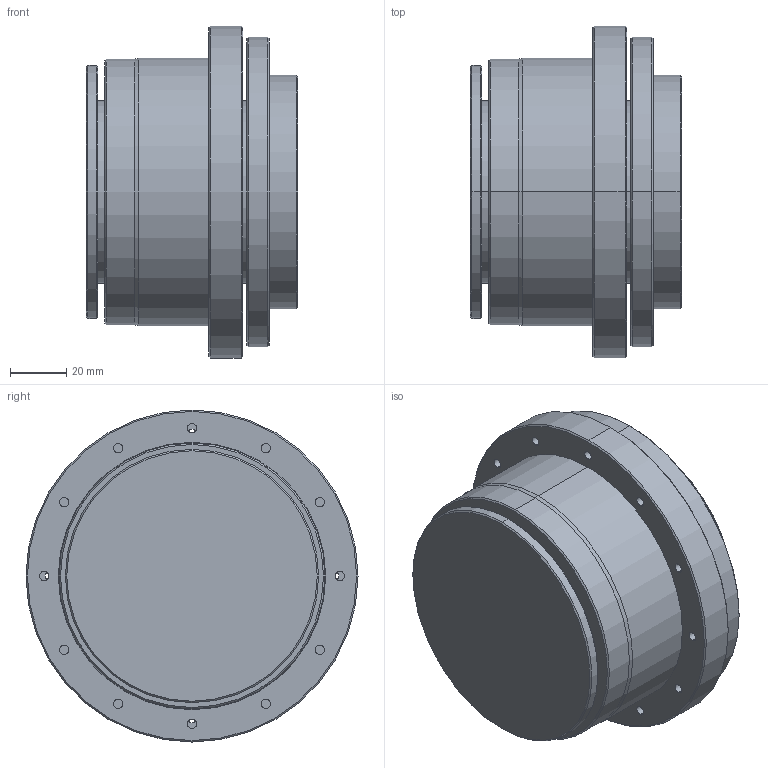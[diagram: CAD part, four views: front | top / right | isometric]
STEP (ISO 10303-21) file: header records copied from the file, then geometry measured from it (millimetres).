
FILE_DESCRIPTION (( 'STEP AP203' ), '1' );
FILE_NAME ('AEQ-095C-L2-14-1Ä£ÐÍ£¨ÐÂ£©.STEP', '2024-01-24T02:22:00', ( '' ), ( '' ), 'SwSTEP 2.0', 'SolidWorks 2023', '' );
FILE_SCHEMA (( 'CONFIG_CONTROL_DESIGN' ));
Length unit declared in the file: millimetre
Products named in the file (1): AEQ-095C-L2-14-1模型（新）
Bounding box: 75 x 118 x 118 mm (x, y, z)
Volume: 537795 mm3; surface area: 67955.2 mm2
Topology: 1 solids, 1 shells, 136 faces, 338 edges, 202 vertices
Faces by surface type: cylinder 72, cone 49, plane 15
Entity records: 4084 total; most frequent: DIRECTION 769, CARTESIAN_POINT 659, ORIENTED_EDGE 628, AXIS2_PLACEMENT_3D 320, EDGE_CURVE 314, VERTEX_POINT 202, EDGE_LOOP 198, CIRCLE 183
